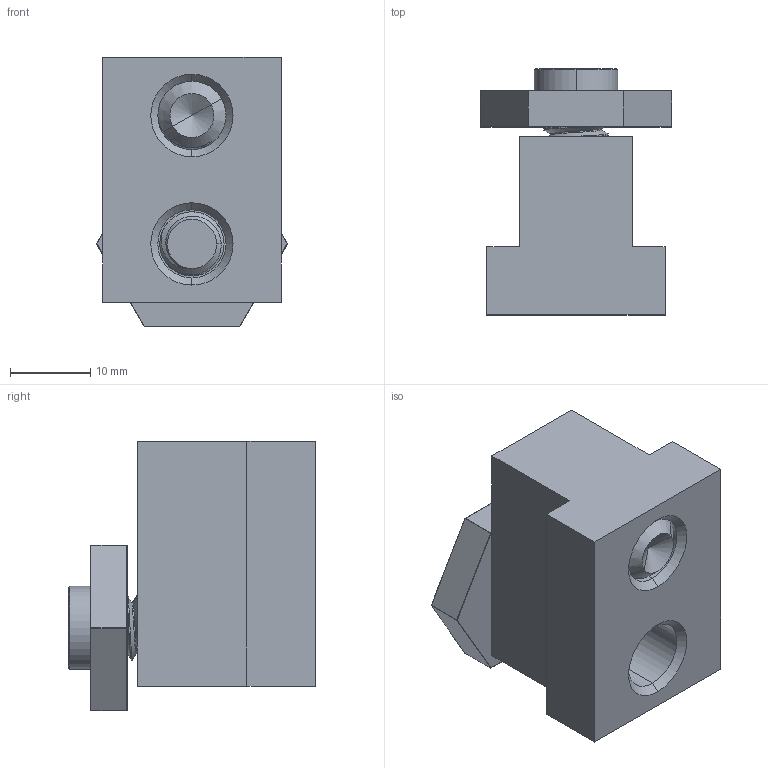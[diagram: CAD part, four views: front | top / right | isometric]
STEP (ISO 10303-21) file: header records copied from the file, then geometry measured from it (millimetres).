
FILE_DESCRIPTION (( 'STEP AP214' ), '1' );
FILE_NAME ('50428.STEP', '2020-10-08T13:46:46', ( 'Mike W' ), ( '' ), 'SwSTEP 2.0', 'SolidWorks 2018', '' );
FILE_SCHEMA (( 'AUTOMOTIVE_DESIGN' ));
Length unit declared in the file: inch
Products named in the file (7): TSN-Nut Bodies (Std Configured)_507141; 50428; 50208_50208; 50367_50367; 10584_10584; (TSN) T-Nut Assemblies (English& Metric Configured)_50714; M1020MM SHSS_M1020MM SSS
Assembly tree (6 placements, depth 3):
  50428
    (TSN) T-Nut Assemblies (English& Metric Configured)_50714
      TSN-Nut Bodies (Std Configured)_507141
      M1020MM SHSS_M1020MM SSS
    50208_50208
      10584_10584
      50367_50367
Bounding box: 23.8 x 30.72 x 33.56 mm (x, y, z)
Volume: 12480.1 mm3; surface area: 7538.7 mm2
Topology: 4 solids, 4 shells, 176 faces, 426 edges, 246 vertices
Faces by surface type: cylinder 78, plane 42, cone 38, sphere 12, bspline 6
Entity records: 9542 total; most frequent: CARTESIAN_POINT 5589, ORIENTED_EDGE 820, DIRECTION 738, EDGE_CURVE 410, AXIS2_PLACEMENT_3D 282, VERTEX_POINT 246, EDGE_LOOP 186, ADVANCED_FACE 176
